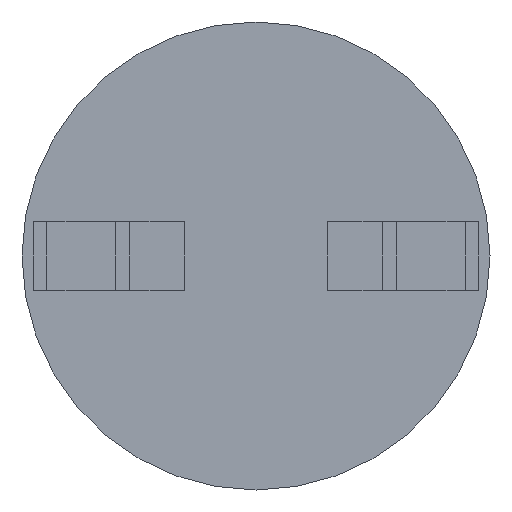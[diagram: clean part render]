
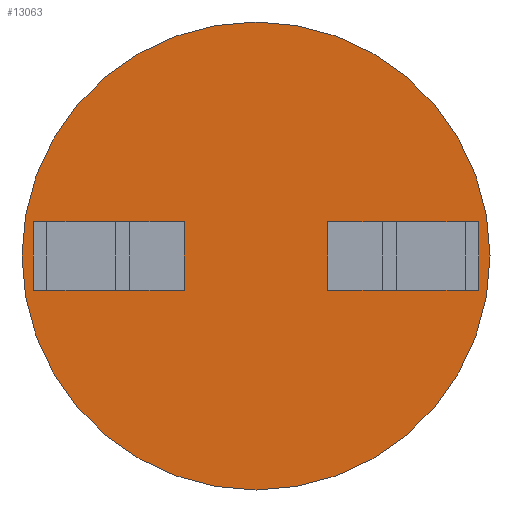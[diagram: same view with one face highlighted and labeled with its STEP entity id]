
A CAD part, front view. The second image highlights one B-rep face of the part: STEP entity #13063.
In plain terms, the highlighted planar face has unit normal (0, -1, 0).
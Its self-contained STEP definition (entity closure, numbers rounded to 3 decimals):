
#205 = DIRECTION ( 'NONE',  ( 1., 0., 0. ) ) ;
#691 = VECTOR ( 'NONE', #13367, 1000. ) ;
#730 = AXIS2_PLACEMENT_3D ( 'NONE', #8981, #15016, #8816 ) ;
#757 = CARTESIAN_POINT ( 'NONE',  ( -0.52, 0., 0.25 ) ) ;
#899 = CARTESIAN_POINT ( 'NONE',  ( 0., 0., -1.7 ) ) ;
#916 = DIRECTION ( 'NONE',  ( 1., 0., 0. ) ) ;
#970 = VERTEX_POINT ( 'NONE', #10377 ) ;
#1158 = PLANE ( 'NONE',  #3122 ) ;
#1242 = CARTESIAN_POINT ( 'NONE',  ( 0., 0., 0. ) ) ;
#1298 = AXIS2_PLACEMENT_3D ( 'NONE', #1242, #7374, #2316 ) ;
#1325 = ORIENTED_EDGE ( 'NONE', *, *, #2877, .T. ) ;
#1551 = EDGE_CURVE ( 'NONE', #15687, #970, #3874, .T. ) ;
#2034 = VERTEX_POINT ( 'NONE', #10961 ) ;
#2316 = DIRECTION ( 'NONE',  ( 0., 0., 1. ) ) ;
#2469 = EDGE_CURVE ( 'NONE', #970, #3244, #6975, .T. ) ;
#2635 = CARTESIAN_POINT ( 'NONE',  ( -0.01, 0., 0.25 ) ) ;
#2690 = DIRECTION ( 'NONE',  ( 0., 0., -1. ) ) ;
#2877 = EDGE_CURVE ( 'NONE', #9777, #12210, #3891, .T. ) ;
#3122 = AXIS2_PLACEMENT_3D ( 'NONE', #12116, #8508, #916 ) ;
#3244 = VERTEX_POINT ( 'NONE', #15842 ) ;
#3298 = VECTOR ( 'NONE', #9353, 1000. ) ;
#3874 = LINE ( 'NONE', #12615, #11917 ) ;
#3880 = VERTEX_POINT ( 'NONE', #6215 ) ;
#3887 = VECTOR ( 'NONE', #2690, 1000. ) ;
#3891 = LINE ( 'NONE', #12468, #9562 ) ;
#4022 = EDGE_CURVE ( 'NONE', #9358, #3244, #7085, .T. ) ;
#4451 = EDGE_CURVE ( 'NONE', #15687, #9358, #8201, .T. ) ;
#4693 = VERTEX_POINT ( 'NONE', #12024 ) ;
#4915 = FACE_BOUND ( 'NONE', #14963, .T. ) ;
#5358 = ORIENTED_EDGE ( 'NONE', *, *, #9308, .F. ) ;
#5430 = DIRECTION ( 'NONE',  ( 0., 0., -1. ) ) ;
#5891 = CARTESIAN_POINT ( 'NONE',  ( 1.02, 0., -0.25 ) ) ;
#6215 = CARTESIAN_POINT ( 'NONE',  ( 0., 0., 1.7 ) ) ;
#6345 = DIRECTION ( 'NONE',  ( -1., 0., 0. ) ) ;
#6543 = CIRCLE ( 'NONE', #1298, 1.7 ) ;
#6631 = VECTOR ( 'NONE', #9093, 1000. ) ;
#6824 = CARTESIAN_POINT ( 'NONE',  ( -1.02, 0., 0.25 ) ) ;
#6975 = LINE ( 'NONE', #757, #11671 ) ;
#7000 = VECTOR ( 'NONE', #7940, 1000. ) ;
#7085 = LINE ( 'NONE', #10761, #691 ) ;
#7205 = FACE_OUTER_BOUND ( 'NONE', #9917, .T. ) ;
#7374 = DIRECTION ( 'NONE',  ( 0., 1., 0. ) ) ;
#7518 = CARTESIAN_POINT ( 'NONE',  ( 0.52, 0., -0.25 ) ) ;
#7661 = CARTESIAN_POINT ( 'NONE',  ( -1.02, 0., -0.25 ) ) ;
#7892 = ORIENTED_EDGE ( 'NONE', *, *, #8580, .F. ) ;
#7940 = DIRECTION ( 'NONE',  ( 0., 0., -1. ) ) ;
#8201 = LINE ( 'NONE', #6824, #3298 ) ;
#8508 = DIRECTION ( 'NONE',  ( 0., 1., 0. ) ) ;
#8580 = EDGE_CURVE ( 'NONE', #4693, #2034, #11305, .T. ) ;
#8789 = ORIENTED_EDGE ( 'NONE', *, *, #9749, .F. ) ;
#8816 = DIRECTION ( 'NONE',  ( 0., 0., 1. ) ) ;
#8981 = CARTESIAN_POINT ( 'NONE',  ( 0., 0., 0. ) ) ;
#9093 = DIRECTION ( 'NONE',  ( -1., 0., 0. ) ) ;
#9286 = ORIENTED_EDGE ( 'NONE', *, *, #2469, .T. ) ;
#9308 = EDGE_CURVE ( 'NONE', #13375, #3880, #9340, .T. ) ;
#9340 = CIRCLE ( 'NONE', #730, 1.7 ) ;
#9353 = DIRECTION ( 'NONE',  ( 0., 0., -1. ) ) ;
#9358 = VERTEX_POINT ( 'NONE', #7661 ) ;
#9562 = VECTOR ( 'NONE', #6345, 1000. ) ;
#9749 = EDGE_CURVE ( 'NONE', #2034, #12210, #10400, .T. ) ;
#9777 = VERTEX_POINT ( 'NONE', #5891 ) ;
#9917 = EDGE_LOOP ( 'NONE', ( #5358, #15919 ) ) ;
#10190 = ORIENTED_EDGE ( 'NONE', *, *, #1551, .T. ) ;
#10233 = ORIENTED_EDGE ( 'NONE', *, *, #4451, .F. ) ;
#10291 = LINE ( 'NONE', #11608, #3887 ) ;
#10377 = CARTESIAN_POINT ( 'NONE',  ( -0.52, 0., 0.25 ) ) ;
#10400 = LINE ( 'NONE', #15454, #7000 ) ;
#10420 = ORIENTED_EDGE ( 'NONE', *, *, #11072, .T. ) ;
#10761 = CARTESIAN_POINT ( 'NONE',  ( -0.01, 0., -0.25 ) ) ;
#10961 = CARTESIAN_POINT ( 'NONE',  ( 0.52, 0., 0.25 ) ) ;
#11072 = EDGE_CURVE ( 'NONE', #4693, #9777, #10291, .T. ) ;
#11305 = LINE ( 'NONE', #2635, #6631 ) ;
#11309 = EDGE_LOOP ( 'NONE', ( #8789, #7892, #10420, #1325 ) ) ;
#11608 = CARTESIAN_POINT ( 'NONE',  ( 1.02, 0., 0.25 ) ) ;
#11671 = VECTOR ( 'NONE', #5430, 1000. ) ;
#11917 = VECTOR ( 'NONE', #205, 1000. ) ;
#12024 = CARTESIAN_POINT ( 'NONE',  ( 1.02, 0., 0.25 ) ) ;
#12116 = CARTESIAN_POINT ( 'NONE',  ( 0., 0., 0. ) ) ;
#12210 = VERTEX_POINT ( 'NONE', #7518 ) ;
#12468 = CARTESIAN_POINT ( 'NONE',  ( -0.01, 0., -0.25 ) ) ;
#12615 = CARTESIAN_POINT ( 'NONE',  ( -0.01, 0., 0.25 ) ) ;
#13063 = ADVANCED_FACE ( 'NONE', ( #4915, #13662, #7205 ), #1158, .F. ) ;
#13367 = DIRECTION ( 'NONE',  ( 1., 0., 0. ) ) ;
#13375 = VERTEX_POINT ( 'NONE', #899 ) ;
#13662 = FACE_BOUND ( 'NONE', #11309, .T. ) ;
#14248 = ORIENTED_EDGE ( 'NONE', *, *, #4022, .F. ) ;
#14963 = EDGE_LOOP ( 'NONE', ( #10233, #10190, #9286, #14248 ) ) ;
#15016 = DIRECTION ( 'NONE',  ( 0., 1., 0. ) ) ;
#15454 = CARTESIAN_POINT ( 'NONE',  ( 0.52, 0., 0.25 ) ) ;
#15687 = VERTEX_POINT ( 'NONE', #16048 ) ;
#15842 = CARTESIAN_POINT ( 'NONE',  ( -0.52, 0., -0.25 ) ) ;
#15919 = ORIENTED_EDGE ( 'NONE', *, *, #16050, .F. ) ;
#16048 = CARTESIAN_POINT ( 'NONE',  ( -1.02, 0., 0.25 ) ) ;
#16050 = EDGE_CURVE ( 'NONE', #3880, #13375, #6543, .T. ) ;
